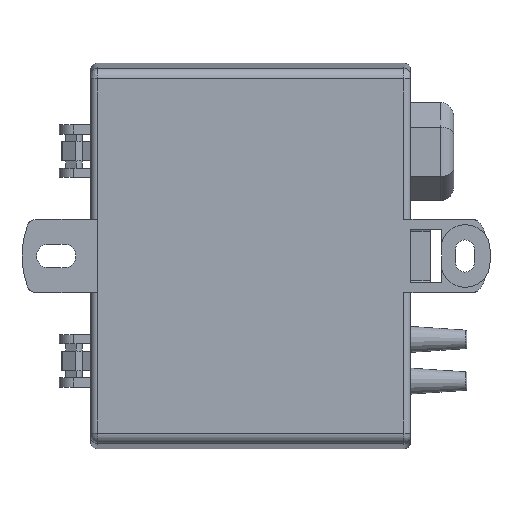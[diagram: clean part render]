
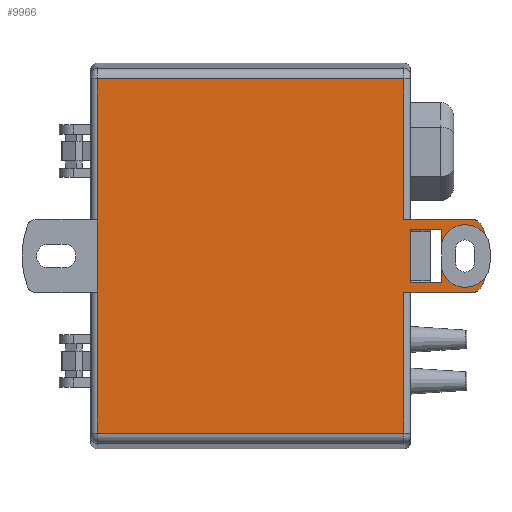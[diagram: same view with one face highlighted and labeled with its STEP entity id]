
A CAD part, front view. The second image highlights one B-rep face of the part: STEP entity #9966.
In plain terms, the highlighted planar face has unit normal (0, -1, 0).
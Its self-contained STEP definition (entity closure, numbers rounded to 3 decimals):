
#241=PLANE('',#10577);
#598=FACE_OUTER_BOUND('',#1162,.T.);
#1162=EDGE_LOOP('',(#6921,#6922,#6923,#6924,#6925,#6926,#6927,#6928,#6929,
#6930,#6931,#6932,#6933,#6934,#6935,#6936,#6937,#6938,#6939,#6940));
#1774=CIRCLE('',#10572,2.54);
#1777=CIRCLE('',#10578,14.644);
#1778=CIRCLE('',#10579,4.778);
#1779=CIRCLE('',#10580,4.778);
#1780=CIRCLE('',#10581,14.644);
#1781=CIRCLE('',#10582,2.54);
#2234=LINE('',#13814,#3286);
#2239=LINE('',#13832,#3291);
#2240=LINE('',#13834,#3292);
#2241=LINE('',#13836,#3293);
#2242=LINE('',#13838,#3294);
#2243=LINE('',#13840,#3295);
#2244=LINE('',#13848,#3296);
#2245=LINE('',#13850,#3297);
#2246=LINE('',#13852,#3298);
#2247=LINE('',#13854,#3299);
#2248=LINE('',#13855,#3300);
#2249=LINE('',#13857,#3301);
#2250=LINE('',#13859,#3302);
#2251=LINE('',#13860,#3303);
#3286=VECTOR('',#11258,254.048);
#3291=VECTOR('',#11273,254.048);
#3292=VECTOR('',#11274,254.048);
#3293=VECTOR('',#11275,254.048);
#3294=VECTOR('',#11276,254.048);
#3295=VECTOR('',#11277,254.048);
#3296=VECTOR('',#11284,254.048);
#3297=VECTOR('',#11285,254.048);
#3298=VECTOR('',#11286,254.048);
#3299=VECTOR('',#11287,254.048);
#3300=VECTOR('',#11288,10.);
#3301=VECTOR('',#11289,254.048);
#3302=VECTOR('',#11290,254.048);
#3303=VECTOR('',#11291,254.048);
#4333=VERTEX_POINT('',#13732);
#4357=VERTEX_POINT('',#13800);
#4358=VERTEX_POINT('',#13802);
#4361=VERTEX_POINT('',#13813);
#4367=VERTEX_POINT('',#13827);
#4368=VERTEX_POINT('',#13829);
#4369=VERTEX_POINT('',#13831);
#4370=VERTEX_POINT('',#13833);
#4371=VERTEX_POINT('',#13835);
#4372=VERTEX_POINT('',#13837);
#4373=VERTEX_POINT('',#13839);
#4374=VERTEX_POINT('',#13841);
#4375=VERTEX_POINT('',#13843);
#4376=VERTEX_POINT('',#13845);
#4377=VERTEX_POINT('',#13847);
#4378=VERTEX_POINT('',#13849);
#4379=VERTEX_POINT('',#13851);
#4380=VERTEX_POINT('',#13853);
#4381=VERTEX_POINT('',#13856);
#4382=VERTEX_POINT('',#13858);
#5367=EDGE_CURVE('',#4357,#4358,#1774,.T.);
#5371=EDGE_CURVE('',#4358,#4361,#2234,.T.);
#5378=EDGE_CURVE('',#4357,#4367,#1777,.T.);
#5379=EDGE_CURVE('',#4368,#4367,#1778,.T.);
#5380=EDGE_CURVE('',#4368,#4369,#2239,.T.);
#5381=EDGE_CURVE('',#4370,#4369,#2240,.T.);
#5382=EDGE_CURVE('',#4371,#4370,#2241,.T.);
#5383=EDGE_CURVE('',#4371,#4372,#2242,.T.);
#5384=EDGE_CURVE('',#4372,#4373,#2243,.T.);
#5385=EDGE_CURVE('',#4374,#4373,#1779,.T.);
#5386=EDGE_CURVE('',#4374,#4375,#1780,.T.);
#5387=EDGE_CURVE('',#4376,#4375,#1781,.T.);
#5388=EDGE_CURVE('',#4376,#4377,#2244,.T.);
#5389=EDGE_CURVE('',#4378,#4377,#2245,.T.);
#5390=EDGE_CURVE('',#4378,#4379,#2246,.T.);
#5391=EDGE_CURVE('',#4380,#4379,#2247,.T.);
#5392=EDGE_CURVE('',#4380,#4333,#2248,.T.);
#5393=EDGE_CURVE('',#4381,#4333,#2249,.T.);
#5394=EDGE_CURVE('',#4382,#4381,#2250,.T.);
#5395=EDGE_CURVE('',#4361,#4382,#2251,.T.);
#6921=ORIENTED_EDGE('',*,*,#5367,.F.);
#6922=ORIENTED_EDGE('',*,*,#5378,.T.);
#6923=ORIENTED_EDGE('',*,*,#5379,.F.);
#6924=ORIENTED_EDGE('',*,*,#5380,.T.);
#6925=ORIENTED_EDGE('',*,*,#5381,.F.);
#6926=ORIENTED_EDGE('',*,*,#5382,.F.);
#6927=ORIENTED_EDGE('',*,*,#5383,.T.);
#6928=ORIENTED_EDGE('',*,*,#5384,.T.);
#6929=ORIENTED_EDGE('',*,*,#5385,.F.);
#6930=ORIENTED_EDGE('',*,*,#5386,.T.);
#6931=ORIENTED_EDGE('',*,*,#5387,.F.);
#6932=ORIENTED_EDGE('',*,*,#5388,.T.);
#6933=ORIENTED_EDGE('',*,*,#5389,.F.);
#6934=ORIENTED_EDGE('',*,*,#5390,.T.);
#6935=ORIENTED_EDGE('',*,*,#5391,.F.);
#6936=ORIENTED_EDGE('',*,*,#5392,.T.);
#6937=ORIENTED_EDGE('',*,*,#5393,.F.);
#6938=ORIENTED_EDGE('',*,*,#5394,.F.);
#6939=ORIENTED_EDGE('',*,*,#5395,.F.);
#6940=ORIENTED_EDGE('',*,*,#5371,.F.);
#9966=ADVANCED_FACE('',(#598),#241,.T.);
#10572=AXIS2_PLACEMENT_3D('',#13803,#11251,#11252);
#10577=AXIS2_PLACEMENT_3D('',#13826,#11267,#11268);
#10578=AXIS2_PLACEMENT_3D('',#13828,#11269,#11270);
#10579=AXIS2_PLACEMENT_3D('',#13830,#11271,#11272);
#10580=AXIS2_PLACEMENT_3D('',#13842,#11278,#11279);
#10581=AXIS2_PLACEMENT_3D('',#13844,#11280,#11281);
#10582=AXIS2_PLACEMENT_3D('',#13846,#11282,#11283);
#11251=DIRECTION('center_axis',(0.,1.,0.));
#11252=DIRECTION('ref_axis',(0.558,0.,-0.83));
#11258=DIRECTION('',(-1.,0.,0.));
#11267=DIRECTION('center_axis',(0.,-1.,0.));
#11268=DIRECTION('ref_axis',(-1.,0.,0.));
#11269=DIRECTION('center_axis',(0.,-1.,0.));
#11270=DIRECTION('ref_axis',(0.874,0.,-0.486));
#11271=DIRECTION('center_axis',(0.,-1.,0.));
#11272=DIRECTION('ref_axis',(-1.,0.,0.));
#11273=DIRECTION('',(0.,0.,-1.));
#11274=DIRECTION('',(1.,0.,0.));
#11275=DIRECTION('',(0.,0.,-1.));
#11276=DIRECTION('',(1.,0.,0.));
#11277=DIRECTION('',(0.,0.,-1.));
#11278=DIRECTION('center_axis',(0.,-1.,0.));
#11279=DIRECTION('ref_axis',(1.,0.,0.));
#11280=DIRECTION('center_axis',(0.,-1.,0.));
#11281=DIRECTION('ref_axis',(0.874,0.,-0.486));
#11282=DIRECTION('center_axis',(0.,1.,0.));
#11283=DIRECTION('ref_axis',(0.558,0.,0.83));
#11284=DIRECTION('',(-1.,0.,0.));
#11285=DIRECTION('',(0.,0.,-1.));
#11286=DIRECTION('',(-1.,0.,0.));
#11287=DIRECTION('',(0.,0.,1.));
#11288=DIRECTION('',(0.,0.,-1.));
#11289=DIRECTION('',(0.,0.,1.));
#11290=DIRECTION('',(-1.,0.,0.));
#11291=DIRECTION('',(0.,0.,-1.));
#13732=CARTESIAN_POINT('',(-38.825,-32.751,-29.992));
#13800=CARTESIAN_POINT('',(35.911,-32.751,-28.411));
#13802=CARTESIAN_POINT('',(33.559,-32.751,-29.992));
#13803=CARTESIAN_POINT('Origin',(33.559,-32.751,-27.451));
#13813=CARTESIAN_POINT('',(20.596,-32.751,-29.992));
#13814=CARTESIAN_POINT('',(9.687,-32.751,-29.992));
#13826=CARTESIAN_POINT('Origin',(35.523,-32.751,-27.959));
#13827=CARTESIAN_POINT('',(36.443,-32.751,-26.864));
#13828=CARTESIAN_POINT('Origin',(22.352,-32.751,-22.878));
#13829=CARTESIAN_POINT('',(27.901,-32.751,-25.436));
#13830=CARTESIAN_POINT('Origin',(32.505,-32.751,-24.159));
#13831=CARTESIAN_POINT('',(27.901,-32.751,-27.959));
#13832=CARTESIAN_POINT('',(27.901,-32.751,-17.797));
#13833=CARTESIAN_POINT('',(21.866,-32.751,-27.959));
#13834=CARTESIAN_POINT('',(9.687,-32.751,-27.959));
#13835=CARTESIAN_POINT('',(21.866,-32.751,-17.797));
#13836=CARTESIAN_POINT('',(21.866,-32.751,11.427));
#13837=CARTESIAN_POINT('',(27.901,-32.751,-17.797));
#13838=CARTESIAN_POINT('',(9.687,-32.751,-17.797));
#13839=CARTESIAN_POINT('',(27.901,-32.751,-20.321));
#13840=CARTESIAN_POINT('',(27.901,-32.751,-17.797));
#13841=CARTESIAN_POINT('',(36.443,-32.751,-18.892));
#13842=CARTESIAN_POINT('Origin',(32.505,-32.751,-21.597));
#13843=CARTESIAN_POINT('',(35.911,-32.751,-17.346));
#13844=CARTESIAN_POINT('Origin',(22.352,-32.751,-22.878));
#13845=CARTESIAN_POINT('',(33.559,-32.751,-15.765));
#13846=CARTESIAN_POINT('Origin',(33.559,-32.751,-18.305));
#13847=CARTESIAN_POINT('',(20.596,-32.751,-15.765));
#13848=CARTESIAN_POINT('',(9.687,-32.751,-15.765));
#13849=CARTESIAN_POINT('',(20.596,-32.751,11.427));
#13850=CARTESIAN_POINT('',(20.596,-32.751,-25.419));
#13851=CARTESIAN_POINT('',(-38.825,-32.751,11.427));
#13852=CARTESIAN_POINT('',(25.958,-32.751,11.427));
#13853=CARTESIAN_POINT('',(-38.825,-32.751,-15.765));
#13854=CARTESIAN_POINT('',(-38.825,-32.751,-25.419));
#13855=CARTESIAN_POINT('',(-38.825,-32.751,-28.975));
#13856=CARTESIAN_POINT('',(-38.825,-32.751,-57.183));
#13857=CARTESIAN_POINT('',(-38.825,-32.751,-25.419));
#13858=CARTESIAN_POINT('',(20.596,-32.751,-57.183));
#13859=CARTESIAN_POINT('',(25.958,-32.751,-57.183));
#13860=CARTESIAN_POINT('',(20.596,-32.751,-25.419));
